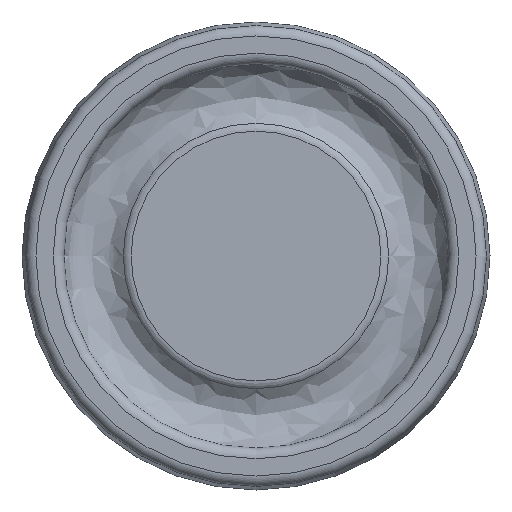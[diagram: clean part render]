
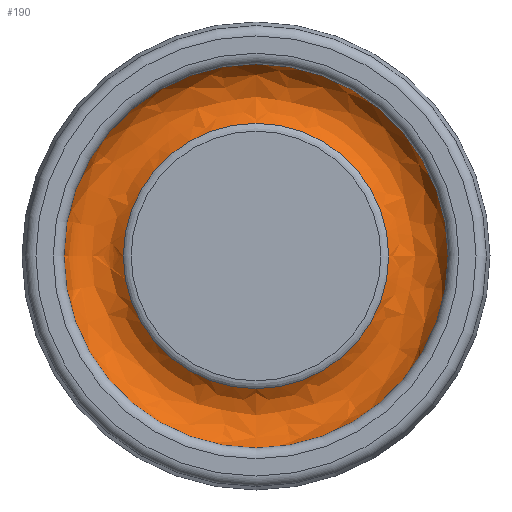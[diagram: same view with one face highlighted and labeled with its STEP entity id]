
A CAD part, left-side view. The second image highlights one B-rep face of the part: STEP entity #190.
In plain terms, the highlighted free-form (B-spline) face has degree [2, 2] with [7, 9] control points.
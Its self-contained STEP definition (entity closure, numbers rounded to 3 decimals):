
#90=CARTESIAN_POINT('',(2.489,6.206,0.0));
#91=VERTEX_POINT('',#90);
#92=CARTESIAN_POINT('',(2.489,0.,0.0));
#93=DIRECTION('',(1.0,0.0,0.0));
#94=DIRECTION('',(0.0,1.0,0.0));
#95=AXIS2_PLACEMENT_3D('',#92,#93,#94);
#96=CIRCLE('',#95,6.206);
#97=EDGE_CURVE('',#91,#91,#96,.T.);
#105=CARTESIAN_POINT('',(0.689,0.,9.024));
#106=CARTESIAN_POINT('',(1.892,0.,9.515));
#107=CARTESIAN_POINT('',(2.681,0.,8.482));
#108=CARTESIAN_POINT('',(3.47,0.,7.45));
#109=CARTESIAN_POINT('',(2.681,0.,6.418));
#110=CARTESIAN_POINT('',(1.892,0.,5.385));
#111=CARTESIAN_POINT('',(0.689,0.,5.876));
#112=CARTESIAN_POINT('',(0.689,-9.024,9.024));
#113=CARTESIAN_POINT('',(1.892,-9.515,9.515));
#114=CARTESIAN_POINT('',(2.681,-8.482,8.482));
#115=CARTESIAN_POINT('',(3.47,-7.45,7.45));
#116=CARTESIAN_POINT('',(2.681,-6.418,6.418));
#117=CARTESIAN_POINT('',(1.892,-5.385,5.385));
#118=CARTESIAN_POINT('',(0.689,-5.876,5.876));
#119=CARTESIAN_POINT('',(0.689,-9.024,0.));
#120=CARTESIAN_POINT('',(1.892,-9.515,0.));
#121=CARTESIAN_POINT('',(2.681,-8.482,0.));
#122=CARTESIAN_POINT('',(3.47,-7.45,0.));
#123=CARTESIAN_POINT('',(2.681,-6.418,0.));
#124=CARTESIAN_POINT('',(1.892,-5.385,0.));
#125=CARTESIAN_POINT('',(0.689,-5.876,0.));
#126=CARTESIAN_POINT('',(0.689,-9.024,-9.024));
#127=CARTESIAN_POINT('',(1.892,-9.515,-9.515));
#128=CARTESIAN_POINT('',(2.681,-8.482,-8.482));
#129=CARTESIAN_POINT('',(3.47,-7.45,-7.45));
#130=CARTESIAN_POINT('',(2.681,-6.418,-6.418));
#131=CARTESIAN_POINT('',(1.892,-5.385,-5.385));
#132=CARTESIAN_POINT('',(0.689,-5.876,-5.876));
#133=CARTESIAN_POINT('',(0.689,0.,-9.024));
#134=CARTESIAN_POINT('',(1.892,0.,-9.515));
#135=CARTESIAN_POINT('',(2.681,0.,-8.482));
#136=CARTESIAN_POINT('',(3.47,0.,-7.45));
#137=CARTESIAN_POINT('',(2.681,0.,-6.418));
#138=CARTESIAN_POINT('',(1.892,0.,-5.385));
#139=CARTESIAN_POINT('',(0.689,0.,-5.876));
#140=CARTESIAN_POINT('',(0.689,9.024,-9.024));
#141=CARTESIAN_POINT('',(1.892,9.515,-9.515));
#142=CARTESIAN_POINT('',(2.681,8.482,-8.482));
#143=CARTESIAN_POINT('',(3.47,7.45,-7.45));
#144=CARTESIAN_POINT('',(2.681,6.418,-6.418));
#145=CARTESIAN_POINT('',(1.892,5.385,-5.385));
#146=CARTESIAN_POINT('',(0.689,5.876,-5.876));
#147=CARTESIAN_POINT('',(0.689,9.024,0.));
#148=CARTESIAN_POINT('',(1.892,9.515,0.));
#149=CARTESIAN_POINT('',(2.681,8.482,0.));
#150=CARTESIAN_POINT('',(3.47,7.45,0.));
#151=CARTESIAN_POINT('',(2.681,6.418,0.));
#152=CARTESIAN_POINT('',(1.892,5.385,0.));
#153=CARTESIAN_POINT('',(0.689,5.876,0.));
#154=CARTESIAN_POINT('',(0.689,9.024,9.024));
#155=CARTESIAN_POINT('',(1.892,9.515,9.515));
#156=CARTESIAN_POINT('',(2.681,8.482,8.482));
#157=CARTESIAN_POINT('',(3.47,7.45,7.45));
#158=CARTESIAN_POINT('',(2.681,6.418,6.418));
#159=CARTESIAN_POINT('',(1.892,5.385,5.385));
#160=CARTESIAN_POINT('',(0.689,5.876,5.876));
#161=CARTESIAN_POINT('',(0.689,0.,9.024));
#162=CARTESIAN_POINT('',(1.892,0.,9.515));
#163=CARTESIAN_POINT('',(2.681,0.,8.482));
#164=CARTESIAN_POINT('',(3.47,0.,7.45));
#165=CARTESIAN_POINT('',(2.681,0.,6.418));
#166=CARTESIAN_POINT('',(1.892,0.,5.385));
#167=CARTESIAN_POINT('',(0.689,0.,5.876));
#175=(BOUNDED_SURFACE()B_SPLINE_SURFACE(2,2,((#105,#112,#119,#126,#133,#140,#147,#154,#161),(#106,#113,#120,#127,#134,#141,#148,#155,#162),(#107,#114,#121,#128,#135,#142,#149,#156,#163),(#108,#115,#122,#129,#136,#143,#150,#157,#164),(#109,#116,#123,#130,#137,#144,#151,#158,#165),(#110,#117,#124,#131,#138,#145,#152,#159,#166),(#111,#118,#125,#132,#139,#146,#153,#160,#167)),.UNSPECIFIED.,.F.,.T.,.U.)B_SPLINE_SURFACE_WITH_KNOTS((3,2,2,3),(3,2,2,2,3),(-0.387,0.918,2.223,3.528),(0.0,1.571,3.142,4.712,6.283),.UNSPECIFIED.)GEOMETRIC_REPRESENTATION_ITEM()RATIONAL_B_SPLINE_SURFACE(((1.0,0.707,1.0,0.707,1.0,0.707,1.0,0.707,1.0),(0.795,0.562,0.795,0.562,0.795,0.562,0.795,0.562,0.795),(1.0,0.707,1.0,0.707,1.0,0.707,1.0,0.707,1.0),(0.795,0.562,0.795,0.562,0.795,0.562,0.795,0.562,0.795),(1.0,0.707,1.0,0.707,1.0,0.707,1.0,0.707,1.0),(0.795,0.562,0.795,0.562,0.795,0.562,0.795,0.562,0.795),(1.0,0.707,1.0,0.707,1.0,0.707,1.0,0.707,1.0)))REPRESENTATION_ITEM('')SURFACE());
#176=CARTESIAN_POINT('',(0.689,9.024,0.0));
#177=VERTEX_POINT('',#176);
#178=CARTESIAN_POINT('',(0.689,0.,0.0));
#179=DIRECTION('',(1.0,0.0,0.0));
#180=DIRECTION('',(0.0,1.0,0.0));
#181=AXIS2_PLACEMENT_3D('',#178,#179,#180);
#182=CIRCLE('',#181,9.024);
#183=EDGE_CURVE('',#177,#177,#182,.T.);
#184=ORIENTED_EDGE('',*,*,#183,.F.);
#185=EDGE_LOOP('',(#184));
#186=FACE_OUTER_BOUND('',#185,.T.);
#187=ORIENTED_EDGE('',*,*,#97,.T.);
#188=EDGE_LOOP('',(#187));
#189=FACE_BOUND('',#188,.T.);
#190=ADVANCED_FACE('',(#186,#189),#175,.T.);
